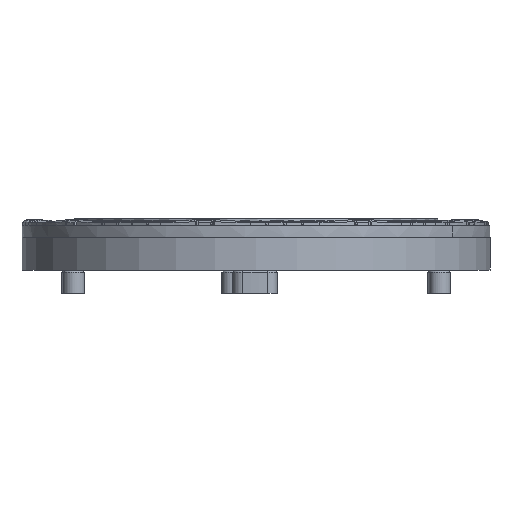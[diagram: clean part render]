
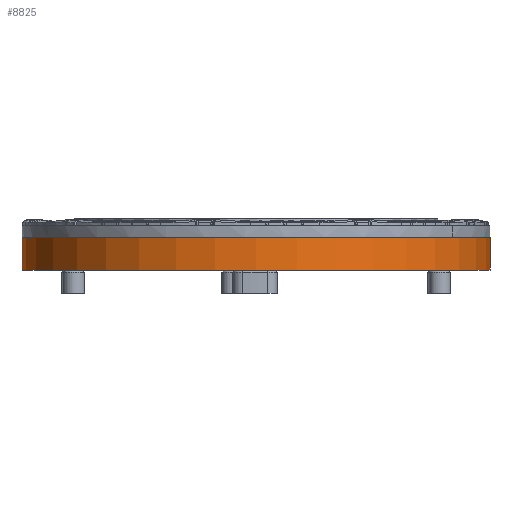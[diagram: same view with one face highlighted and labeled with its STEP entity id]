
A CAD part, front view. The second image highlights one B-rep face of the part: STEP entity #8825.
In plain terms, the highlighted cylindrical face has radius 100 mm (diameter 200 mm), a partial arc.
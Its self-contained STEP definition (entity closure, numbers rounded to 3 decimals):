
#41=CARTESIAN_POINT('',(0.,0.,0.));
#42=DIRECTION('',(0.,0.,1.));
#43=DIRECTION('',(-1.,0.,0.));
#44=AXIS2_PLACEMENT_3D('',#41,#42,#43);
#136=DIRECTION('',(0.,0.,1.));
#137=VECTOR('',#136,14.);
#138=CARTESIAN_POINT('',(-100.,0.,0.));
#139=LINE('',#138,#137);
#140=DIRECTION('',(0.,0.,-1.));
#141=VECTOR('',#140,14.);
#142=CARTESIAN_POINT('',(100.,0.,14.));
#143=LINE('',#142,#141);
#149=CARTESIAN_POINT('',(0.,0.,14.));
#150=DIRECTION('',(0.,0.,1.));
#151=DIRECTION('',(-1.,0.,0.));
#152=AXIS2_PLACEMENT_3D('',#149,#150,#151);
#7016=CARTESIAN_POINT('',(100.,0.,0.));
#7017=CARTESIAN_POINT('',(-100.,0.,0.));
#7018=VERTEX_POINT('',#7016);
#7019=VERTEX_POINT('',#7017);
#7032=CARTESIAN_POINT('',(100.,0.,14.));
#7033=CARTESIAN_POINT('',(-100.,0.,14.));
#7034=VERTEX_POINT('',#7032);
#7035=VERTEX_POINT('',#7033);
#8813=CARTESIAN_POINT('',(0.,0.,0.));
#8814=DIRECTION('',(0.,0.,1.));
#8815=DIRECTION('',(1.,0.,0.));
#8816=AXIS2_PLACEMENT_3D('',#8813,#8814,#8815);
#8817=CYLINDRICAL_SURFACE('',#8816,100.);
#8818=ORIENTED_EDGE('',*,*,#8807,.T.);
#8820=ORIENTED_EDGE('',*,*,#8819,.T.);
#8821=ORIENTED_EDGE('',*,*,#8803,.T.);
#8822=ORIENTED_EDGE('',*,*,#8747,.F.);
#8823=EDGE_LOOP('',(#8818,#8820,#8821,#8822));
#8824=FACE_OUTER_BOUND('',#8823,.F.);
#8825=ADVANCED_FACE('',(#8824),#8817,.T.);
#45=CIRCLE('',#44,100.);
#153=CIRCLE('',#152,100.);
#8747=EDGE_CURVE('',#7019,#7018,#45,.T.);
#8803=EDGE_CURVE('',#7034,#7018,#143,.T.);
#8807=EDGE_CURVE('',#7019,#7035,#139,.T.);
#8819=EDGE_CURVE('',#7035,#7034,#153,.T.);
